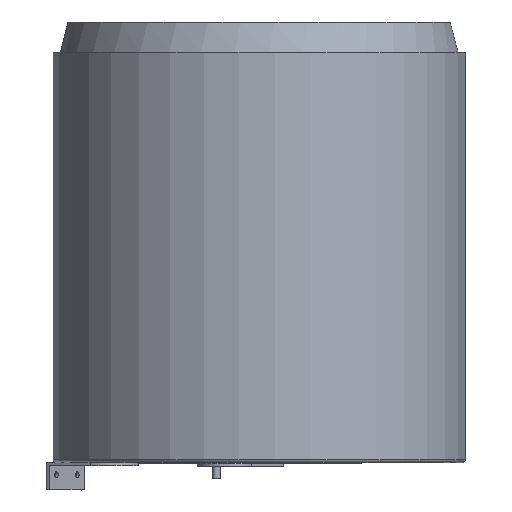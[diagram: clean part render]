
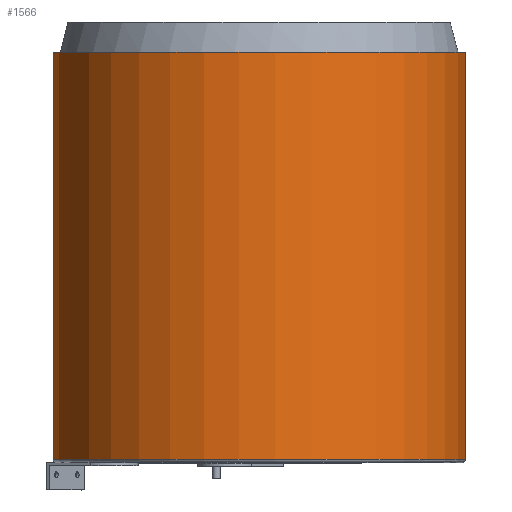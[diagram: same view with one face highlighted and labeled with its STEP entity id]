
A CAD part, top view. The second image highlights one B-rep face of the part: STEP entity #1566.
In plain terms, the highlighted cylindrical face has radius 137.5 mm (diameter 275 mm), a partial arc.
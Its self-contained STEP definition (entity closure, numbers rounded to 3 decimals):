
#142=CIRCLE('',#1842,137.5);
#143=CIRCLE('',#1843,137.5);
#197=CYLINDRICAL_SURFACE('',#1841,137.5);
#247=FACE_OUTER_BOUND('',#351,.T.);
#351=EDGE_LOOP('',(#1172,#1173,#1174,#1175));
#481=LINE('',#2622,#610);
#485=LINE('',#2631,#614);
#610=VECTOR('',#2128,10.);
#614=VECTOR('',#2134,10.);
#747=VERTEX_POINT('',#2620);
#748=VERTEX_POINT('',#2621);
#751=VERTEX_POINT('',#2629);
#752=VERTEX_POINT('',#2630);
#907=EDGE_CURVE('',#747,#748,#481,.T.);
#911=EDGE_CURVE('',#751,#752,#485,.T.);
#912=EDGE_CURVE('',#747,#751,#142,.T.);
#913=EDGE_CURVE('',#752,#748,#143,.T.);
#1172=ORIENTED_EDGE('',*,*,#911,.F.);
#1173=ORIENTED_EDGE('',*,*,#912,.F.);
#1174=ORIENTED_EDGE('',*,*,#907,.T.);
#1175=ORIENTED_EDGE('',*,*,#913,.F.);
#1566=ADVANCED_FACE('',(#247),#197,.T.);
#1841=AXIS2_PLACEMENT_3D('',#2628,#2132,#2133);
#1842=AXIS2_PLACEMENT_3D('',#2632,#2135,#2136);
#1843=AXIS2_PLACEMENT_3D('',#2633,#2137,#2138);
#2128=DIRECTION('',(0.,1.,0.));
#2132=DIRECTION('center_axis',(0.,1.,0.));
#2133=DIRECTION('ref_axis',(0.707,0.,0.707));
#2134=DIRECTION('',(0.,1.,0.));
#2135=DIRECTION('center_axis',(0.,-1.,0.));
#2136=DIRECTION('ref_axis',(0.707,0.,0.707));
#2137=DIRECTION('center_axis',(0.,1.,0.));
#2138=DIRECTION('ref_axis',(-1.,0.,0.));
#2620=CARTESIAN_POINT('',(0.,2.,-137.5));
#2621=CARTESIAN_POINT('',(0.,273.,-137.5));
#2622=CARTESIAN_POINT('',(0.,0.,-137.5));
#2628=CARTESIAN_POINT('Origin',(0.,0.,0.));
#2629=CARTESIAN_POINT('',(-137.5,2.,0.));
#2630=CARTESIAN_POINT('',(-137.5,273.,0.));
#2631=CARTESIAN_POINT('',(-137.5,0.,0.));
#2632=CARTESIAN_POINT('Origin',(0.,2.,0.));
#2633=CARTESIAN_POINT('Origin',(0.,273.,0.));
